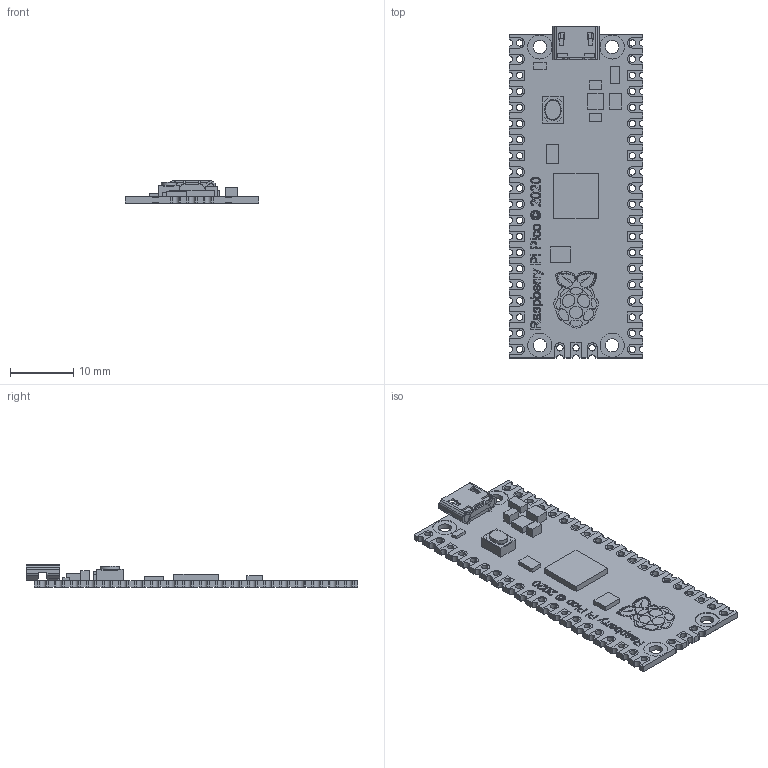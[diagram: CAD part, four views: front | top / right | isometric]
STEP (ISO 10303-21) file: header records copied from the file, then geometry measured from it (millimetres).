
FILE_DESCRIPTION(/* description */ (''),/* implementation_level */ '2;1');
FILE_NAME(/* name */ '',/* time_stamp */ '2024-08-02T00:39:35+10:00',/* author */ (''),/* organization */ (''),/* preprocessor_version */ 'ST-DEVELOPER v20',/* originating_system */ 'Autodesk Translation Framework v13.14.0.145',/* authorisation */ '');
FILE_SCHEMA (('AUTOMOTIVE_DESIGN { 1 0 10303 214 3 1 1 }'));
Products named in the file (3): распбери пико; Component1; Component2
Assembly tree (2 placements, depth 2):
  распбери пико
    Component1
    Component2
Bounding box: 21 x 52.3 x 3.5 mm (x, y, z)
Volume: 1202.8 mm3; surface area: 3847.7 mm2
Topology: 88 solids, 88 shells, 1561 faces, 4156 edges, 2764 vertices
Faces by surface type: plane 865, bspline 383, cylinder 313
Full cylindrical faces by diameter (mm): 1 x44, 2.1 x4, 3.8 x8
Entity records: 57904 total; most frequent: CARTESIAN_POINT 20725, ORIENTED_EDGE 8312, DIRECTION 6374, EDGE_CURVE 4156, VERTEX_POINT 2764, LINE 2744, VECTOR 2744, AXIS2_PLACEMENT_3D 1815
